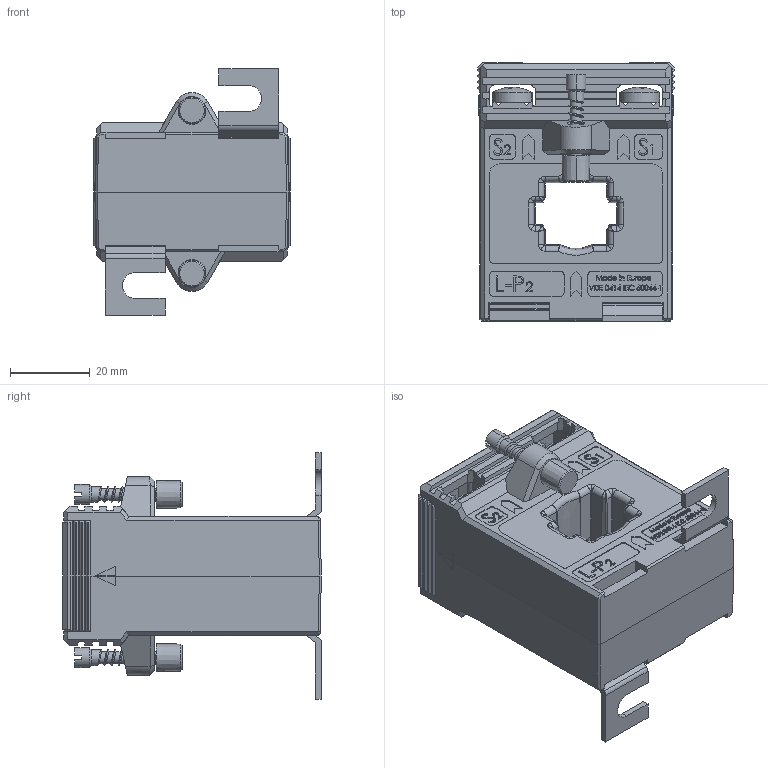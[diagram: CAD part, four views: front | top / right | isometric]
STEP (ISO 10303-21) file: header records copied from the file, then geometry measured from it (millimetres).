
FILE_DESCRIPTION (( 'STEP AP214' ), '1' );
FILE_NAME ('ASK205_3_kpl.STEP', '2011-11-02T08:59:25', ( ' ' ), ( '' ), 'SwSTEP 2.0', 'SolidWorks 2010', '' );
FILE_SCHEMA (( 'AUTOMOTIVE_DESIGN' ));
Length unit declared in the file: millimetre
Products named in the file (9): Plastite_Schraube_25_mit-Gewinde; Fusswinkel_1,5; Isolierschutzkappe; Linsenschraube DIN 7985 4.8 VZ M 5 x 10; MBS_WN-003_04_Klemme_WN-003_02; Verschlussklappe_28mm; ASK205_3_11_Gehäuseoberteil; ASK205_3_kpl; ASK205_3_11
Assembly tree (16 placements, depth 2):
  ASK205_3_kpl
    Verschlussklappe_28mm  x2
    Plastite_Schraube_25_mit-Gewinde  x2
    Linsenschraube DIN 7985 4.8 VZ M 5 x 10  x4
    MBS_WN-003_04_Klemme_WN-003_02  x2
    Fusswinkel_1,5  x2
    ASK205_3_11_Gehäuseoberteil
    Isolierschutzkappe  x2
    ASK205_3_11
Bounding box: 49.5 x 65 x 62 mm (x, y, z)
Volume: 83791.5 mm3; surface area: 34497.8 mm2
Topology: 17 solids, 17 shells, 1929 faces, 4988 edges, 3194 vertices
Faces by surface type: plane 1213, bspline 400, cylinder 204, cone 76, torus 20, sphere 16
Entity records: 71627 total; most frequent: CARTESIAN_POINT 33437, ORIENTED_EDGE 8656, DIRECTION 6269, EDGE_CURVE 4328, VECTOR 3067, LINE 3067, VERTEX_POINT 2816, EDGE_LOOP 1798
